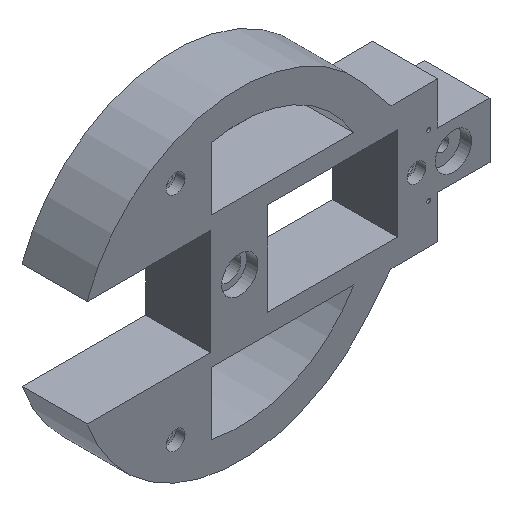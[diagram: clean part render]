
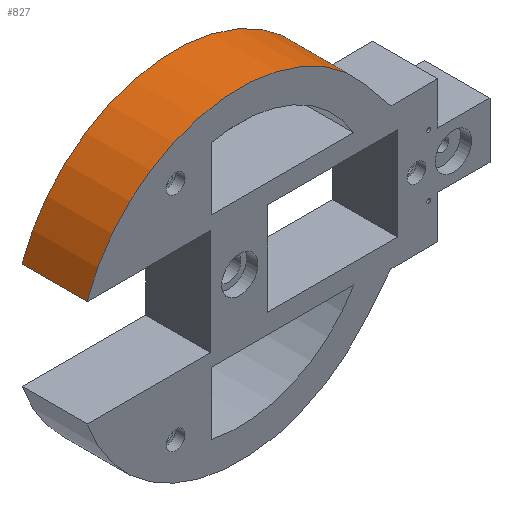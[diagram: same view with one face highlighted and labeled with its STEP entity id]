
A CAD part, isometric view. The second image highlights one B-rep face of the part: STEP entity #827.
In plain terms, the highlighted cylindrical face has radius 87 mm (diameter 174 mm), a partial arc.
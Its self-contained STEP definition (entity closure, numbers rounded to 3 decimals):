
#105=FACE_OUTER_BOUND('',#153,.T.);
#153=EDGE_LOOP('',(#699,#700,#701,#702));
#247=LINE('',#1370,#323);
#248=LINE('',#1376,#324);
#323=VECTOR('',#1137,10.);
#324=VECTOR('',#1144,10.);
#363=CIRCLE('',#918,87.);
#364=CIRCLE('',#919,87.);
#434=VERTEX_POINT('',#1366);
#435=VERTEX_POINT('',#1368);
#436=VERTEX_POINT('',#1372);
#437=VERTEX_POINT('',#1374);
#542=EDGE_CURVE('',#434,#435,#247,.T.);
#543=EDGE_CURVE('',#436,#434,#363,.T.);
#544=EDGE_CURVE('',#437,#435,#364,.T.);
#545=EDGE_CURVE('',#436,#437,#248,.T.);
#699=ORIENTED_EDGE('',*,*,#543,.T.);
#700=ORIENTED_EDGE('',*,*,#542,.T.);
#701=ORIENTED_EDGE('',*,*,#544,.F.);
#702=ORIENTED_EDGE('',*,*,#545,.F.);
#788=CYLINDRICAL_SURFACE('',#917,87.);
#827=ADVANCED_FACE('',(#105),#788,.T.);
#917=AXIS2_PLACEMENT_3D('',#1371,#1138,#1139);
#918=AXIS2_PLACEMENT_3D('',#1373,#1140,#1141);
#919=AXIS2_PLACEMENT_3D('',#1375,#1142,#1143);
#1137=DIRECTION('',(0.,1.,0.));
#1138=DIRECTION('center_axis',(0.,1.,0.));
#1139=DIRECTION('ref_axis',(-0.175,0.,0.985));
#1140=DIRECTION('center_axis',(0.,1.,0.));
#1141=DIRECTION('ref_axis',(0.774,0.,-0.633));
#1142=DIRECTION('center_axis',(0.,1.,0.));
#1143=DIRECTION('ref_axis',(0.774,0.,-0.633));
#1144=DIRECTION('',(0.,1.,0.));
#1366=CARTESIAN_POINT('',(67.33,0.,55.096));
#1368=CARTESIAN_POINT('',(67.33,35.,55.096));
#1370=CARTESIAN_POINT('',(67.33,0.,55.096));
#1371=CARTESIAN_POINT('Origin',(0.,0.,0.));
#1372=CARTESIAN_POINT('',(-82.203,0.,28.49));
#1373=CARTESIAN_POINT('Origin',(0.,0.,0.));
#1374=CARTESIAN_POINT('',(-82.203,35.,28.49));
#1375=CARTESIAN_POINT('Origin',(0.,35.,0.));
#1376=CARTESIAN_POINT('',(-82.203,0.,28.49));
